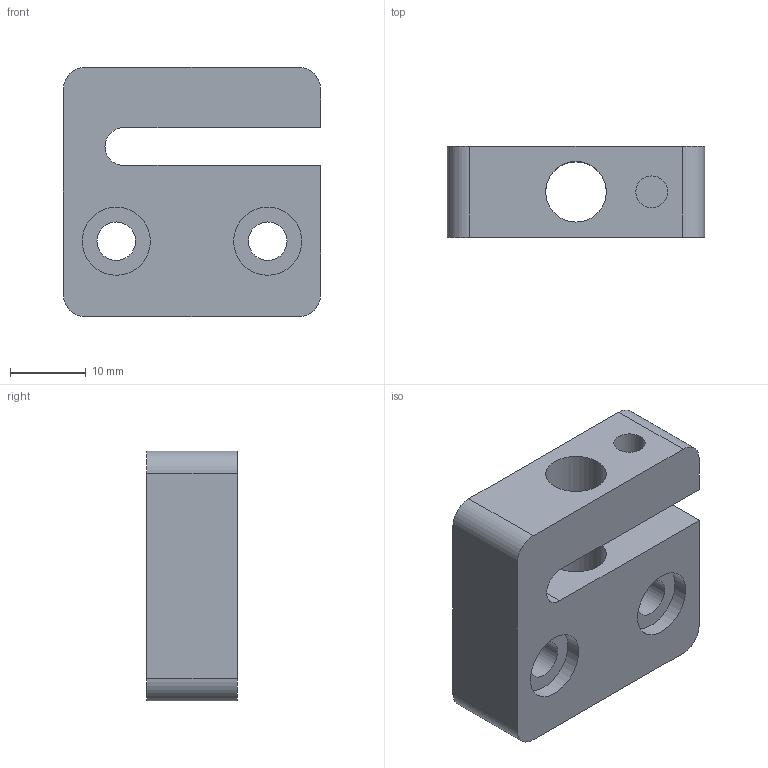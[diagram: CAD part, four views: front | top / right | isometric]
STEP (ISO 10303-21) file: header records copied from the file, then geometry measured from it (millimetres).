
FILE_DESCRIPTION(/* description */ (''),/* implementation_level */ '2;1');
FILE_NAME(/* name */ '8mm Acme Anti Backlash Nut Bloc.step',/* time_stamp */ '2019-09-19T10:39:19-05:00',/* author */ (''),/* organization */ (''),/* preprocessor_version */ 'ST-DEVELOPER v18',/* originating_system */ 'Autodesk Translation Framework v8.6.0.1094',/* authorisation */ '');
FILE_SCHEMA (('AUTOMOTIVE_DESIGN { 1 0 10303 214 3 1 1 }'));
Length unit declared in the file: millimetre
Products named in the file (1): 8mm Acme Anti Backlash Nut Block
Bounding box: 34 x 12 x 33 mm (x, y, z)
Volume: 9162.2 mm3; surface area: 5202.6 mm2
Topology: 1 solids, 1 shells, 37 faces, 103 edges, 72 vertices
Faces by surface type: plane 25, cylinder 12
Full cylindrical faces by diameter (mm): 4.2 x1, 5.1 x2, 8 x2, 9 x2
Entity records: 1264 total; most frequent: DIRECTION 213, CARTESIAN_POINT 213, ORIENTED_EDGE 206, EDGE_CURVE 103, VERTEX_POINT 72, AXIS2_PLACEMENT_3D 72, LINE 69, VECTOR 69
